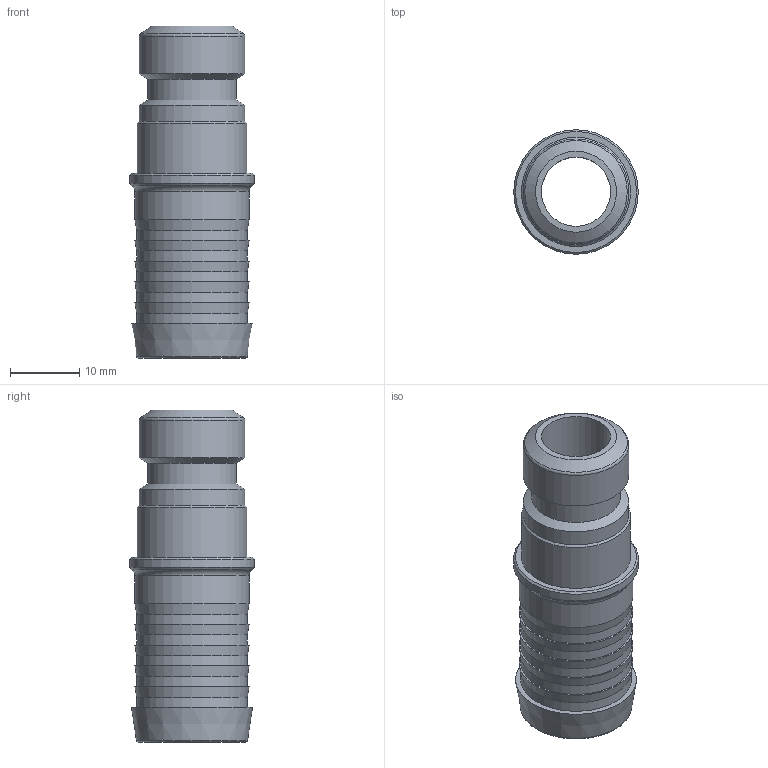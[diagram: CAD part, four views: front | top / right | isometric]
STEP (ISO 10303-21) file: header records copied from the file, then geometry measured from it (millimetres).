
FILE_DESCRIPTION(/* description */ ('STECKNIPPEL'),/* implementation_level */ '2;1');
FILE_NAME(/* name */ 'esscig_16_ss.stp',/* time_stamp */ '2022-06-28T13:23:44+02:00',/* author */ ('meier'),/* organization */ (''),/* preprocessor_version */ 'ST-DEVELOPER v18.1',/* originating_system */ 'Autodesk Inventor 2022',/* authorisation */ '0 mm^3');
FILE_SCHEMA (('AUTOMOTIVE_DESIGN { 1 0 10303 214 3 1 1 }'));
Length unit declared in the file: millimetre
Products named in the file (1): LUE_00038416
Bounding box: 18 x 18 x 48 mm (x, y, z)
Volume: 4206.3 mm3; surface area: 4522.1 mm2
Topology: 1 solids, 1 shells, 37 faces, 71 edges, 42 vertices
Faces by surface type: cone 13, cylinder 13, plane 8, torus 3
Full cylindrical faces by diameter (mm): 10 x1, 12.8 x1, 13 x1, 15.25 x2, 15.8 x1, 16 x5, 16.5 x1, 18 x1
Entity records: 989 total; most frequent: DIRECTION 192, CARTESIAN_POINT 151, ORIENTED_EDGE 142, AXIS2_PLACEMENT_3D 83, EDGE_CURVE 71, EDGE_LOOP 45, CIRCLE 45, VERTEX_POINT 42
